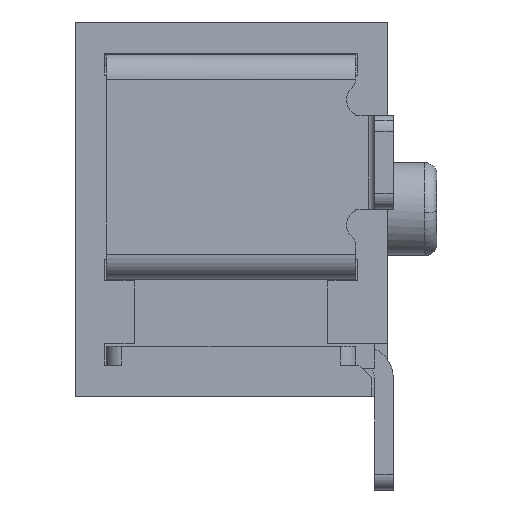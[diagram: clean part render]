
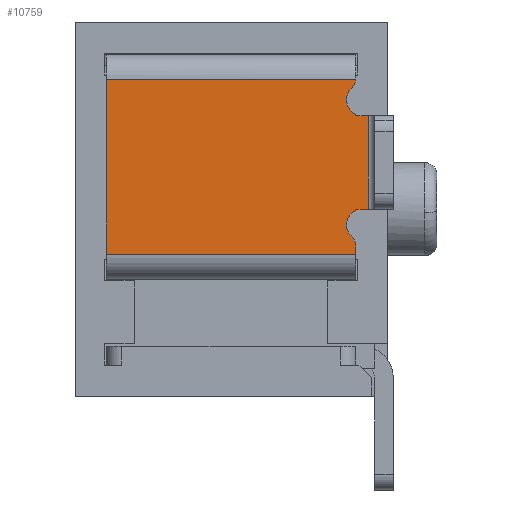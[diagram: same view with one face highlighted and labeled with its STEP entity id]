
A CAD part, left-side view. The second image highlights one B-rep face of the part: STEP entity #10759.
In plain terms, the highlighted planar face has unit normal (-1, 0, 0).
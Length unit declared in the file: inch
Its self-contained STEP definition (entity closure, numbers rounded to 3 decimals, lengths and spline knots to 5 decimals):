
#87 = CARTESIAN_POINT ( 'NONE',  ( -1.68701, 0.05118, -23.41059 ) ) ;
#194 = LINE ( 'NONE', #3921, #1417 ) ;
#284 = CARTESIAN_POINT ( 'NONE',  ( -1.68701, 0.06102, -23.49437 ) ) ;
#329 = AXIS2_PLACEMENT_3D ( 'NONE', #7516, #3596, #7333 ) ;
#367 = EDGE_CURVE ( 'NONE', #7340, #9447, #194, .T. ) ;
#755 = CARTESIAN_POINT ( 'NONE',  ( -1.68701, 0.05118, -23.49437 ) ) ;
#775 = CARTESIAN_POINT ( 'NONE',  ( -1.68701, 0.04724, -23.48031 ) ) ;
#813 = VECTOR ( 'NONE', #9080, 39.37008 ) ;
#839 = DIRECTION ( 'NONE',  ( -1., 0., 0. ) ) ;
#909 = ORIENTED_EDGE ( 'NONE', *, *, #367, .T. ) ;
#950 = ORIENTED_EDGE ( 'NONE', *, *, #8633, .F. ) ;
#1115 = CIRCLE ( 'NONE', #3263, 0.00984 ) ;
#1197 = VERTEX_POINT ( 'NONE', #7905 ) ;
#1302 = VECTOR ( 'NONE', #9867, 39.37008 ) ;
#1417 = VECTOR ( 'NONE', #2935, 39.37008 ) ;
#1419 = CARTESIAN_POINT ( 'NONE',  ( -1.68701, 0.05413, -23.48734 ) ) ;
#1461 = AXIS2_PLACEMENT_3D ( 'NONE', #4956, #9342, #6601 ) ;
#1583 = DIRECTION ( 'NONE',  ( 0., 0., 1. ) ) ;
#1726 = ORIENTED_EDGE ( 'NONE', *, *, #5946, .F. ) ;
#1812 = EDGE_LOOP ( 'NONE', ( #10898, #1726, #10137, #909, #950, #8585, #1815, #8205, #8360, #5944, #10495, #9751, #9454, #10953, #9061 ) ) ;
#1815 = ORIENTED_EDGE ( 'NONE', *, *, #4453, .F. ) ;
#2418 = CARTESIAN_POINT ( 'NONE',  ( -1.68701, 0.04331, -23.47047 ) ) ;
#2518 = AXIS2_PLACEMENT_3D ( 'NONE', #775, #839, #4508 ) ;
#2574 = EDGE_CURVE ( 'NONE', #11857, #7914, #10024, .T. ) ;
#2614 = EDGE_CURVE ( 'NONE', #11857, #9333, #3802, .T. ) ;
#2618 = DIRECTION ( 'NONE',  ( 0., -1., 0. ) ) ;
#2633 = DIRECTION ( 'NONE',  ( 0., 0.7, 0.714 ) ) ;
#2935 = DIRECTION ( 'NONE',  ( 0., 1., 0. ) ) ;
#3173 = LINE ( 'NONE', #6908, #7253 ) ;
#3263 = AXIS2_PLACEMENT_3D ( 'NONE', #284, #7862, #8835 ) ;
#3283 = LINE ( 'NONE', #7020, #813 ) ;
#3596 = DIRECTION ( 'NONE',  ( -1., 0., 0. ) ) ;
#3705 = CARTESIAN_POINT ( 'NONE',  ( -1.68701, 0.20866, -23.49882 ) ) ;
#3798 = VERTEX_POINT ( 'NONE', #87 ) ;
#3802 = CIRCLE ( 'NONE', #1461, 0.00984 ) ;
#3835 = LINE ( 'NONE', #7510, #5494 ) ;
#3921 = CARTESIAN_POINT ( 'NONE',  ( -1.68701, 0.04331, -23.41141 ) ) ;
#4390 = LINE ( 'NONE', #7934, #8428 ) ;
#4453 = EDGE_CURVE ( 'NONE', #9333, #10838, #7941, .T. ) ;
#4508 = DIRECTION ( 'NONE',  ( 0., 0.4, 0.917 ) ) ;
#4625 = CARTESIAN_POINT ( 'NONE',  ( -1.68701, 0.04724, -23.48031 ) ) ;
#4685 = PLANE ( 'NONE',  #9771 ) ;
#4748 = DIRECTION ( 'NONE',  ( 0., 1., 0. ) ) ;
#4823 = DIRECTION ( 'NONE',  ( 0., 0., -1. ) ) ;
#4956 = CARTESIAN_POINT ( 'NONE',  ( -1.68701, 0.06102, -23.38751 ) ) ;
#5479 = CARTESIAN_POINT ( 'NONE',  ( -1.68701, 0.04331, -23.47047 ) ) ;
#5494 = VECTOR ( 'NONE', #7568, 39.37008 ) ;
#5564 = DIRECTION ( 'NONE',  ( 0., 1., 0. ) ) ;
#5598 = VERTEX_POINT ( 'NONE', #5723 ) ;
#5637 = EDGE_CURVE ( 'NONE', #1197, #7881, #9907, .T. ) ;
#5696 = EDGE_CURVE ( 'NONE', #7881, #11813, #1115, .T. ) ;
#5723 = CARTESIAN_POINT ( 'NONE',  ( -1.68701, 0.05118, -23.49882 ) ) ;
#5870 = CIRCLE ( 'NONE', #8208, 0.00984 ) ;
#5944 = ORIENTED_EDGE ( 'NONE', *, *, #11320, .F. ) ;
#5946 = EDGE_CURVE ( 'NONE', #11187, #10684, #10799, .T. ) ;
#6053 = CARTESIAN_POINT ( 'NONE',  ( -1.68701, 0.05413, -23.39454 ) ) ;
#6234 = CARTESIAN_POINT ( 'NONE',  ( -1.68701, 0.04331, -23.47047 ) ) ;
#6601 = DIRECTION ( 'NONE',  ( 0., -0.994, -0.108 ) ) ;
#6739 = VECTOR ( 'NONE', #5564, 39.37008 ) ;
#6799 = EDGE_CURVE ( 'NONE', #11187, #7340, #10889, .T. ) ;
#6813 = CIRCLE ( 'NONE', #2518, 0.00984 ) ;
#6908 = CARTESIAN_POINT ( 'NONE',  ( -1.68701, 0.20866, -23.49882 ) ) ;
#7020 = CARTESIAN_POINT ( 'NONE',  ( -1.68701, 0.20866, -23.49882 ) ) ;
#7162 = CARTESIAN_POINT ( 'NONE',  ( -1.68701, 0.04724, -23.40157 ) ) ;
#7214 = EDGE_CURVE ( 'NONE', #11243, #1197, #6813, .T. ) ;
#7234 = VECTOR ( 'NONE', #4823, 39.37008 ) ;
#7253 = VECTOR ( 'NONE', #2618, 39.37008 ) ;
#7301 = CARTESIAN_POINT ( 'NONE',  ( -1.68701, 0.05124, -23.38858 ) ) ;
#7333 = DIRECTION ( 'NONE',  ( 0., 0.7, 0.714 ) ) ;
#7340 = VERTEX_POINT ( 'NONE', #8594 ) ;
#7510 = CARTESIAN_POINT ( 'NONE',  ( -1.68701, 0.05118, -23.49882 ) ) ;
#7516 = CARTESIAN_POINT ( 'NONE',  ( -1.68701, 0.04724, -23.40157 ) ) ;
#7568 = DIRECTION ( 'NONE',  ( 0., 0., 1. ) ) ;
#7694 = CARTESIAN_POINT ( 'NONE',  ( -1.68701, 0.04331, -23.47047 ) ) ;
#7862 = DIRECTION ( 'NONE',  ( 1., 0., 0. ) ) ;
#7881 = VERTEX_POINT ( 'NONE', #1419 ) ;
#7905 = CARTESIAN_POINT ( 'NONE',  ( -1.68701, 0.05709, -23.48031 ) ) ;
#7914 = VERTEX_POINT ( 'NONE', #8821 ) ;
#7934 = CARTESIAN_POINT ( 'NONE',  ( -1.68701, 0.05118, -23.47047 ) ) ;
#7941 = CIRCLE ( 'NONE', #329, 0.00984 ) ;
#8111 = DIRECTION ( 'NONE',  ( 0., 0., -1. ) ) ;
#8131 = DIRECTION ( 'NONE',  ( -1., 0., 0. ) ) ;
#8205 = ORIENTED_EDGE ( 'NONE', *, *, #2614, .F. ) ;
#8208 = AXIS2_PLACEMENT_3D ( 'NONE', #7162, #8131, #2633 ) ;
#8304 = CARTESIAN_POINT ( 'NONE',  ( -1.68701, 0.05124, -23.38858 ) ) ;
#8360 = ORIENTED_EDGE ( 'NONE', *, *, #2574, .T. ) ;
#8428 = VECTOR ( 'NONE', #8111, 39.37008 ) ;
#8585 = ORIENTED_EDGE ( 'NONE', *, *, #9090, .F. ) ;
#8594 = CARTESIAN_POINT ( 'NONE',  ( -1.68701, 0.04331, -23.41141 ) ) ;
#8633 = EDGE_CURVE ( 'NONE', #3798, #9447, #8663, .T. ) ;
#8663 = LINE ( 'NONE', #9456, #7234 ) ;
#8821 = CARTESIAN_POINT ( 'NONE',  ( -1.68701, 0.20866, -23.38858 ) ) ;
#8835 = DIRECTION ( 'NONE',  ( 0., -0.7, 0.714 ) ) ;
#9061 = ORIENTED_EDGE ( 'NONE', *, *, #7214, .F. ) ;
#9080 = DIRECTION ( 'NONE',  ( 0., 0., 1. ) ) ;
#9090 = EDGE_CURVE ( 'NONE', #10838, #3798, #5870, .T. ) ;
#9198 = DIRECTION ( 'NONE',  ( -1., 0., 0. ) ) ;
#9333 = VERTEX_POINT ( 'NONE', #6053 ) ;
#9342 = DIRECTION ( 'NONE',  ( 1., 0., 0. ) ) ;
#9447 = VERTEX_POINT ( 'NONE', #11565 ) ;
#9454 = ORIENTED_EDGE ( 'NONE', *, *, #5696, .F. ) ;
#9456 = CARTESIAN_POINT ( 'NONE',  ( -1.68701, 0.05118, -23.41059 ) ) ;
#9458 = EDGE_CURVE ( 'NONE', #10822, #5598, #3173, .T. ) ;
#9606 = EDGE_CURVE ( 'NONE', #5598, #11813, #3835, .T. ) ;
#9751 = ORIENTED_EDGE ( 'NONE', *, *, #9606, .T. ) ;
#9771 = AXIS2_PLACEMENT_3D ( 'NONE', #5479, #9198, #4748 ) ;
#9867 = DIRECTION ( 'NONE',  ( 0., 1., 0. ) ) ;
#9907 = CIRCLE ( 'NONE', #11086, 0.00984 ) ;
#10024 = LINE ( 'NONE', #8304, #6739 ) ;
#10121 = CARTESIAN_POINT ( 'NONE',  ( -1.68701, 0.05709, -23.40157 ) ) ;
#10129 = CARTESIAN_POINT ( 'NONE',  ( -1.68701, 0.05118, -23.47047 ) ) ;
#10137 = ORIENTED_EDGE ( 'NONE', *, *, #6799, .T. ) ;
#10183 = FACE_OUTER_BOUND ( 'NONE', #1812, .T. ) ;
#10318 = VECTOR ( 'NONE', #1583, 39.37008 ) ;
#10495 = ORIENTED_EDGE ( 'NONE', *, *, #9458, .T. ) ;
#10684 = VERTEX_POINT ( 'NONE', #10129 ) ;
#10759 = ADVANCED_FACE ( 'NONE', ( #10183 ), #4685, .T. ) ;
#10799 = LINE ( 'NONE', #2418, #1302 ) ;
#10822 = VERTEX_POINT ( 'NONE', #3705 ) ;
#10838 = VERTEX_POINT ( 'NONE', #10121 ) ;
#10889 = LINE ( 'NONE', #6234, #10318 ) ;
#10898 = ORIENTED_EDGE ( 'NONE', *, *, #11294, .F. ) ;
#10953 = ORIENTED_EDGE ( 'NONE', *, *, #5637, .F. ) ;
#11086 = AXIS2_PLACEMENT_3D ( 'NONE', #4625, #12081, #11177 ) ;
#11177 = DIRECTION ( 'NONE',  ( 0., 0.4, 0.917 ) ) ;
#11187 = VERTEX_POINT ( 'NONE', #7694 ) ;
#11243 = VERTEX_POINT ( 'NONE', #11497 ) ;
#11294 = EDGE_CURVE ( 'NONE', #10684, #11243, #4390, .T. ) ;
#11320 = EDGE_CURVE ( 'NONE', #10822, #7914, #3283, .T. ) ;
#11497 = CARTESIAN_POINT ( 'NONE',  ( -1.68701, 0.05118, -23.47129 ) ) ;
#11565 = CARTESIAN_POINT ( 'NONE',  ( -1.68701, 0.05118, -23.41141 ) ) ;
#11813 = VERTEX_POINT ( 'NONE', #755 ) ;
#11857 = VERTEX_POINT ( 'NONE', #7301 ) ;
#12081 = DIRECTION ( 'NONE',  ( -1., 0., 0. ) ) ;
